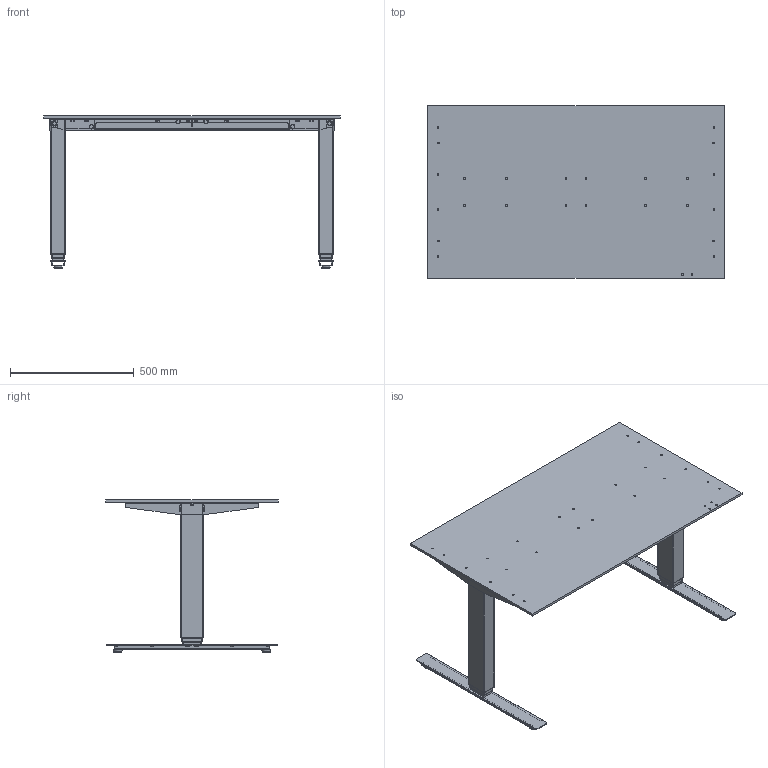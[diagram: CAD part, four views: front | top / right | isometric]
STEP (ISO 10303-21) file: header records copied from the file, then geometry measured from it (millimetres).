
FILE_DESCRIPTION(('STEP AP203'),'1');
FILE_NAME('ERGO00H6246.stp','2024-05-23T07:17:46',(' '),(' '),'Spatial InterOp 3D',' ',' ');
FILE_SCHEMA(('CONFIG_CONTROL_DESIGN'));
Length unit declared in the file: millimetre
Products named in the file (48): DA20200233-013; DA20200233-013-001; DA20200233-013-001-01; Insert M5x8 - 0.0.888.22^Equerre plateau Ep0 + Kit - 0.0.888.07A 26; Insert M5x8 - 0.0.888.22^Equerre plateau Ep0 + Kit - 0.0.888.07A 25; Insert M5x8 - 0.0.888.22^Equerre plateau Ep0 + Kit - 0.0.888.07A 24; Insert M5x8 - 0.0.888.22^Equerre plateau Ep0 + Kit - 0.0.888.07A 23; Insert M5x8 - 0.0.888.22^Equerre plateau Ep0 + Kit - 0.0.888.07A 22; Insert M5x8 - 0.0.888.22^Equerre plateau Ep0 + Kit - 0.0.888.07A 21; Insert M5x8 - 0.0.888.22^Equerre plateau Ep0 + Kit - 0.0.888.07A 20; Insert M5x8 - 0.0.888.22^Equerre plateau Ep0 + Kit - 0.0.888.07A 19; Insert M5x8 - 0.0.888.22^Equerre plateau Ep0 + Kit - 0.0.888.07A 18; Insert M5x8 - 0.0.888.22^Equerre plateau Ep0 + Kit - 0.0.888.07A 17; Insert M5x8 - 0.0.888.22^Equerre plateau Ep0 + Kit - 0.0.888.07A 16; Insert M5x8 - 0.0.888.22^Equerre plateau Ep0 + Kit - 0.0.888.07A 15; Insert M5x8 - 0.0.888.22^Equerre plateau Ep0 + Kit - 0.0.888.07A 14; Insert M5x8 - 0.0.888.22^Equerre plateau Ep0 + Kit - 0.0.888.07A 13; Insert M5x8 - 0.0.888.22^Equerre plateau Ep0 + Kit - 0.0.888.07A 12; Insert M5x8 - 0.0.888.22^Equerre plateau Ep0 + Kit - 0.0.888.07A 11; Insert M5x8 - 0.0.888.22^Equerre plateau Ep0 + Kit - 0.0.888.07A 10; Insert M5x8 - 0.0.888.22^Equerre plateau Ep0 + Kit - 0.0.888.07A 9; Insert M5x8 - 0.0.888.22^Equerre plateau Ep0 + Kit - 0.0.888.07A 8; Insert M5x8 - 0.0.888.22^Equerre plateau Ep0 + Kit - 0.0.888.07A 7; Insert M5x8 - 0.0.888.22^Equerre plateau Ep0 + Kit - 0.0.888.07A 6; Insert M5x8 - 0.0.888.22^Equerre plateau Ep0 + Kit - 0.0.888.07A 5; Insert M5x8 - 0.0.888.22^Equerre plateau Ep0 + Kit - 0.0.888.07A 4; Insert M5x8 - 0.0.888.22^Equerre plateau Ep0 + Kit - 0.0.888.07A 3; Insert M5x8 - 0.0.888.22^Equerre plateau Ep0 + Kit - 0.0.888.07A 2; Insert M5x8 - 0.0.888.22^Equerre plateau Ep0 + Kit - 0.0.888.07A; Vis CHC TB M5x10+ rondelle 8; R M 5U 8; Vis CHC TB M5x10+ rondelle 7; R M 5U 7; Vis CHC TB M5x10+ rondelle 6; R M 5U 6; Vis CHC TB M5x10+ rondelle 5; R M 5U 5; Vis CHC TB M5x10+ rondelle 4; R M 5U 4; Vis CHC TB M5x10+ rondelle 3 ...
Assembly tree (47 placements, depth 3):
  DA20200233-013
    DA20200233-013
      DA20200233-013
      DA20200233-013
    DA20200233-013-001
      DA20200233-013-001-01
      Insert M5x8 - 0.0.888.22^Equerre plateau Ep0 + Kit - 0.0.888.07A 26
      Insert M5x8 - 0.0.888.22^Equerre plateau Ep0 + Kit - 0.0.888.07A 25
      Insert M5x8 - 0.0.888.22^Equerre plateau Ep0 + Kit - 0.0.888.07A 24
      Insert M5x8 - 0.0.888.22^Equerre plateau Ep0 + Kit - 0.0.888.07A 23
      Insert M5x8 - 0.0.888.22^Equerre plateau Ep0 + Kit - 0.0.888.07A 22
      Insert M5x8 - 0.0.888.22^Equerre plateau Ep0 + Kit - 0.0.888.07A 21
      Insert M5x8 - 0.0.888.22^Equerre plateau Ep0 + Kit - 0.0.888.07A 20
      Insert M5x8 - 0.0.888.22^Equerre plateau Ep0 + Kit - 0.0.888.07A 19
      Insert M5x8 - 0.0.888.22^Equerre plateau Ep0 + Kit - 0.0.888.07A 18
      Insert M5x8 - 0.0.888.22^Equerre plateau Ep0 + Kit - 0.0.888.07A 17
      Insert M5x8 - 0.0.888.22^Equerre plateau Ep0 + Kit - 0.0.888.07A 16
      Insert M5x8 - 0.0.888.22^Equerre plateau Ep0 + Kit - 0.0.888.07A 15
      Insert M5x8 - 0.0.888.22^Equerre plateau Ep0 + Kit - 0.0.888.07A 14
      Insert M5x8 - 0.0.888.22^Equerre plateau Ep0 + Kit - 0.0.888.07A 13
      Insert M5x8 - 0.0.888.22^Equerre plateau Ep0 + Kit - 0.0.888.07A 12
      Insert M5x8 - 0.0.888.22^Equerre plateau Ep0 + Kit - 0.0.888.07A 11
      Insert M5x8 - 0.0.888.22^Equerre plateau Ep0 + Kit - 0.0.888.07A 10
      Insert M5x8 - 0.0.888.22^Equerre plateau Ep0 + Kit - 0.0.888.07A 9
      Insert M5x8 - 0.0.888.22^Equerre plateau Ep0 + Kit - 0.0.888.07A 8
      Insert M5x8 - 0.0.888.22^Equerre plateau Ep0 + Kit - 0.0.888.07A 7
      Insert M5x8 - 0.0.888.22^Equerre plateau Ep0 + Kit - 0.0.888.07A 6
      Insert M5x8 - 0.0.888.22^Equerre plateau Ep0 + Kit - 0.0.888.07A 5
      Insert M5x8 - 0.0.888.22^Equerre plateau Ep0 + Kit - 0.0.888.07A 4
      Insert M5x8 - 0.0.888.22^Equerre plateau Ep0 + Kit - 0.0.888.07A 3
      Insert M5x8 - 0.0.888.22^Equerre plateau Ep0 + Kit - 0.0.888.07A 2
      Insert M5x8 - 0.0.888.22^Equerre plateau Ep0 + Kit - 0.0.888.07A
    Vis CHC TB M5x10+ rondelle 8
      R M 5U 8
    Vis CHC TB M5x10+ rondelle 7
      R M 5U 7
    Vis CHC TB M5x10+ rondelle 6
      R M 5U 6
    Vis CHC TB M5x10+ rondelle 5
      R M 5U 5
    Vis CHC TB M5x10+ rondelle 4
      R M 5U 4
    Vis CHC TB M5x10+ rondelle 3
      R M 5U 3
    Vis CHC TB M5x10+ rondelle 2
      R M 5U 2
    Vis CHC TB M5x10+ rondelle
      R M 5U
Bounding box: 1200 x 700 x 615.3 mm (x, y, z)
Volume: 8397584.5 mm3; surface area: 3335878.1 mm2
Topology: 35 solids, 186 shells, 1590 faces, 6320 edges, 4834 vertices
Faces by surface type: plane 812, cylinder 612, torus 56, cone 46, bspline 44, sphere 20
Full cylindrical faces by diameter (mm): 4.2 x26, 5 x4, 5.25 x8, 5.5 x2, 7 x56, 7.6 x4, 8 x32, 8.5 x2, 10 x2, 12 x8, 14 x4, 16 x8
Entity records: 96859 total; most frequent: CARTESIAN_POINT 46796, ORIENTED_EDGE 8706, EDGE_CURVE 6082, B_SPLINE_CURVE_WITH_KNOTS 5687, VERTEX_POINT 4836, DIRECTION 3866, EDGE_LOOP 2158, AXIS2_PLACEMENT_3D 1874
